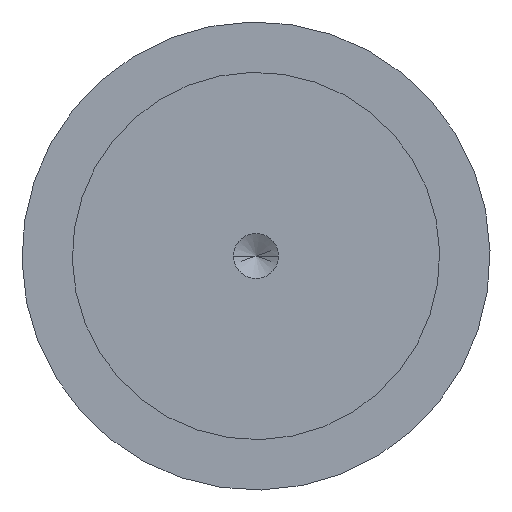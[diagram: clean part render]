
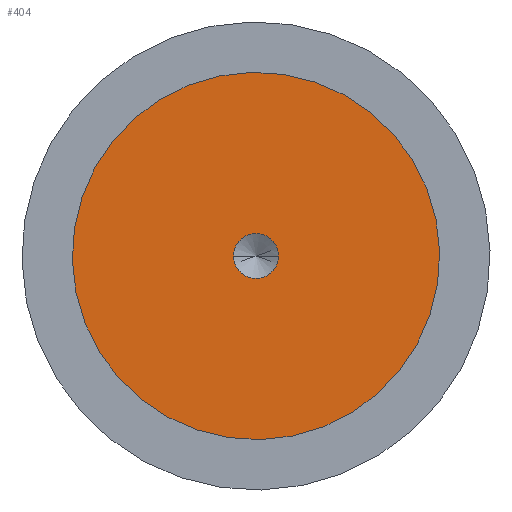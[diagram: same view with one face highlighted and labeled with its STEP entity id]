
A CAD part, front view. The second image highlights one B-rep face of the part: STEP entity #404.
In plain terms, the highlighted planar face has unit normal (0, -1, 0).
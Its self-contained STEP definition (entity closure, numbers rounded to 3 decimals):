
#343=CARTESIAN_POINT('Vertex',(15.526,0.,28.421)) ;
#346=CARTESIAN_POINT('Axis2P3D Location',(0.,0.,0.)) ;
#350=CARTESIAN_POINT('Vertex',(-15.526,0.,-28.421)) ;
#365=CARTESIAN_POINT('Axis2P3D Location',(0.,0.,0.)) ;
#377=CARTESIAN_POINT('Axis2P3D Location',(0.,0.,32.385)) ;
#386=CARTESIAN_POINT('Axis2P3D Location',(0.,0.,0.)) ;
#390=CARTESIAN_POINT('Vertex',(-3.969,0.,0.)) ;
#392=CARTESIAN_POINT('Vertex',(3.969,0.,0.)) ;
#395=CARTESIAN_POINT('Axis2P3D Location',(0.,0.,0.)) ;
#347=DIRECTION('Axis2P3D Direction',(0.,1.,0.)) ;
#366=DIRECTION('Axis2P3D Direction',(0.,1.,0.)) ;
#378=DIRECTION('Axis2P3D Direction',(0.,1.,0.)) ;
#379=DIRECTION('Axis2P3D XDirection',(1.,-0.,0.)) ;
#387=DIRECTION('Axis2P3D Direction',(0.,1.,0.)) ;
#396=DIRECTION('Axis2P3D Direction',(0.,1.,0.)) ;
#348=AXIS2_PLACEMENT_3D('Circle Axis2P3D',#346,#347,$) ;
#367=AXIS2_PLACEMENT_3D('Circle Axis2P3D',#365,#366,$) ;
#380=AXIS2_PLACEMENT_3D('Plane Axis2P3D',#377,#378,#379) ;
#388=AXIS2_PLACEMENT_3D('Circle Axis2P3D',#386,#387,$) ;
#397=AXIS2_PLACEMENT_3D('Circle Axis2P3D',#395,#396,$) ;
#349=CIRCLE('generated circle',#348,32.385) ;
#368=CIRCLE('generated circle',#367,32.385) ;
#389=CIRCLE('generated circle',#388,3.969) ;
#398=CIRCLE('generated circle',#397,3.969) ;
#381=PLANE('',#380) ;
#403=FACE_BOUND('',#400,.T.) ;
#352=EDGE_CURVE('',#344,#351,#349,.T.) ;
#369=EDGE_CURVE('',#351,#344,#368,.T.) ;
#394=EDGE_CURVE('',#391,#393,#389,.T.) ;
#399=EDGE_CURVE('',#393,#391,#398,.T.) ;
#383=ORIENTED_EDGE('',*,*,#352,.F.) ;
#384=ORIENTED_EDGE('',*,*,#369,.F.) ;
#401=ORIENTED_EDGE('',*,*,#394,.T.) ;
#402=ORIENTED_EDGE('',*,*,#399,.T.) ;
#382=EDGE_LOOP('',(#383,#384)) ;
#400=EDGE_LOOP('',(#401,#402)) ;
#344=VERTEX_POINT('',#343) ;
#351=VERTEX_POINT('',#350) ;
#391=VERTEX_POINT('',#390) ;
#393=VERTEX_POINT('',#392) ;
#404=ADVANCED_FACE('PartBody',(#385,#403),#381,.F.) ;
#385=FACE_OUTER_BOUND('',#382,.T.) ;
